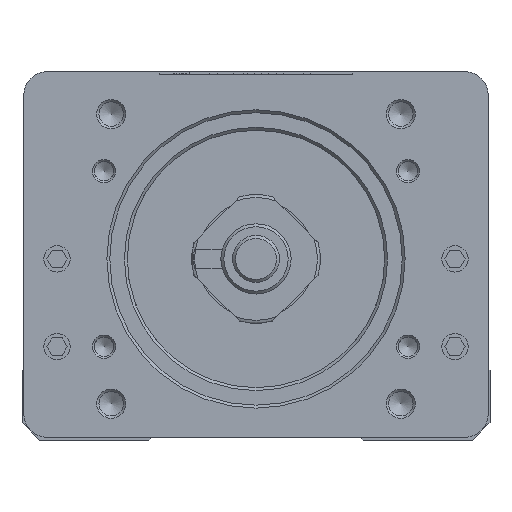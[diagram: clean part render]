
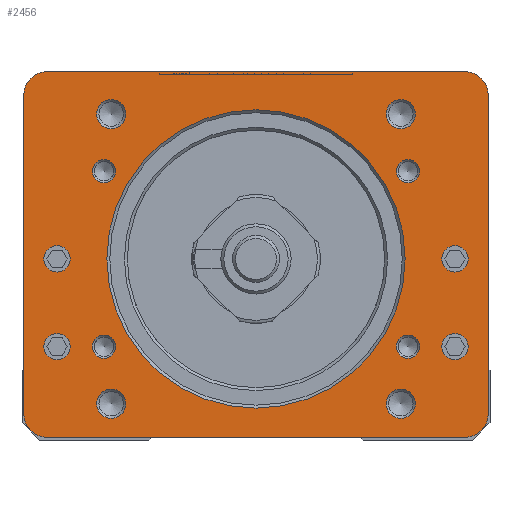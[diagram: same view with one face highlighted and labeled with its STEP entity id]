
A CAD part, front view. The second image highlights one B-rep face of the part: STEP entity #2456.
In plain terms, the highlighted planar face has unit normal (0, -1, 0).
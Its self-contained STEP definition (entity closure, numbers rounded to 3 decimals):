
#2456=ADVANCED_FACE('',(#3973,#3974,#3975,#3976,#3977,#3978,#3979,#3980,
#3981,#3982,#3983,#3984,#3985,#3986),#3324,.T.);
#3324=PLANE('',#21118);
#3973=FACE_BOUND('',#5376,.T.);
#3974=FACE_BOUND('',#5377,.T.);
#3975=FACE_BOUND('',#5378,.T.);
#3976=FACE_BOUND('',#5379,.T.);
#3977=FACE_BOUND('',#5380,.T.);
#3978=FACE_BOUND('',#5381,.T.);
#3979=FACE_BOUND('',#5382,.T.);
#3980=FACE_BOUND('',#5383,.T.);
#3981=FACE_BOUND('',#5384,.T.);
#3982=FACE_BOUND('',#5385,.T.);
#3983=FACE_BOUND('',#5386,.T.);
#3984=FACE_BOUND('',#5387,.T.);
#3985=FACE_BOUND('',#5388,.T.);
#3986=FACE_BOUND('',#5389,.T.);
#5376=EDGE_LOOP('',(#10295));
#5377=EDGE_LOOP('',(#10296));
#5378=EDGE_LOOP('',(#10297));
#5379=EDGE_LOOP('',(#10298));
#5380=EDGE_LOOP('',(#10299));
#5381=EDGE_LOOP('',(#10300));
#5382=EDGE_LOOP('',(#10301));
#5383=EDGE_LOOP('',(#10302));
#5384=EDGE_LOOP('',(#10303));
#5385=EDGE_LOOP('',(#10304));
#5386=EDGE_LOOP('',(#10305));
#5387=EDGE_LOOP('',(#10306));
#5388=EDGE_LOOP('',(#10307));
#5389=EDGE_LOOP('',(#10308,#10309,#10310,#10311,#10312,#10313,#10314,#10315));
#6219=CIRCLE('',#20928,4.);
#6220=CIRCLE('',#20930,4.);
#6221=CIRCLE('',#20932,2.);
#6222=CIRCLE('',#20934,2.);
#6223=CIRCLE('',#20936,2.);
#6224=CIRCLE('',#20938,2.);
#6225=CIRCLE('',#20940,2.5);
#6226=CIRCLE('',#20942,2.5);
#6227=CIRCLE('',#20944,2.5);
#6228=CIRCLE('',#20946,2.5);
#6229=CIRCLE('',#20948,25.5);
#6234=CIRCLE('',#20957,2.25);
#6236=CIRCLE('',#20960,2.25);
#6238=CIRCLE('',#20963,2.25);
#6240=CIRCLE('',#20966,2.25);
#6308=CIRCLE('',#21114,4.);
#6310=CIRCLE('',#21117,4.);
#10295=ORIENTED_EDGE('',*,*,#15443,.T.);
#10296=ORIENTED_EDGE('',*,*,#15442,.T.);
#10297=ORIENTED_EDGE('',*,*,#15441,.T.);
#10298=ORIENTED_EDGE('',*,*,#15440,.T.);
#10299=ORIENTED_EDGE('',*,*,#15439,.T.);
#10300=ORIENTED_EDGE('',*,*,#15438,.T.);
#10301=ORIENTED_EDGE('',*,*,#15437,.T.);
#10302=ORIENTED_EDGE('',*,*,#15436,.T.);
#10303=ORIENTED_EDGE('',*,*,#15435,.T.);
#10304=ORIENTED_EDGE('',*,*,#15455,.T.);
#10305=ORIENTED_EDGE('',*,*,#15453,.T.);
#10306=ORIENTED_EDGE('',*,*,#15451,.T.);
#10307=ORIENTED_EDGE('',*,*,#15449,.T.);
#10308=ORIENTED_EDGE('',*,*,#15620,.T.);
#10309=ORIENTED_EDGE('',*,*,#15623,.T.);
#10310=ORIENTED_EDGE('',*,*,#15624,.T.);
#10311=ORIENTED_EDGE('',*,*,#15559,.T.);
#10312=ORIENTED_EDGE('',*,*,#15433,.T.);
#10313=ORIENTED_EDGE('',*,*,#15497,.T.);
#10314=ORIENTED_EDGE('',*,*,#15430,.T.);
#10315=ORIENTED_EDGE('',*,*,#15552,.T.);
#13046=VERTEX_POINT('',#32134);
#13047=VERTEX_POINT('',#32136);
#13048=VERTEX_POINT('',#32140);
#13049=VERTEX_POINT('',#32142);
#13050=VERTEX_POINT('',#32146);
#13051=VERTEX_POINT('',#32149);
#13052=VERTEX_POINT('',#32152);
#13053=VERTEX_POINT('',#32155);
#13054=VERTEX_POINT('',#32158);
#13055=VERTEX_POINT('',#32161);
#13056=VERTEX_POINT('',#32164);
#13057=VERTEX_POINT('',#32167);
#13058=VERTEX_POINT('',#32170);
#13063=VERTEX_POINT('',#32185);
#13065=VERTEX_POINT('',#32190);
#13067=VERTEX_POINT('',#32195);
#13069=VERTEX_POINT('',#32200);
#13136=VERTEX_POINT('',#32509);
#13141=VERTEX_POINT('',#32523);
#13197=VERTEX_POINT('',#32666);
#13199=VERTEX_POINT('',#32672);
#15430=EDGE_CURVE('',#13047,#13046,#6219,.T.);
#15433=EDGE_CURVE('',#13049,#13048,#6220,.T.);
#15435=EDGE_CURVE('',#13050,#13050,#6221,.T.);
#15436=EDGE_CURVE('',#13051,#13051,#6222,.T.);
#15437=EDGE_CURVE('',#13052,#13052,#6223,.T.);
#15438=EDGE_CURVE('',#13053,#13053,#6224,.T.);
#15439=EDGE_CURVE('',#13054,#13054,#6225,.T.);
#15440=EDGE_CURVE('',#13055,#13055,#6226,.T.);
#15441=EDGE_CURVE('',#13056,#13056,#6227,.T.);
#15442=EDGE_CURVE('',#13057,#13057,#6228,.T.);
#15443=EDGE_CURVE('',#13058,#13058,#6229,.T.);
#15449=EDGE_CURVE('',#13063,#13063,#6234,.T.);
#15451=EDGE_CURVE('',#13065,#13065,#6236,.T.);
#15453=EDGE_CURVE('',#13067,#13067,#6238,.T.);
#15455=EDGE_CURVE('',#13069,#13069,#6240,.T.);
#15497=EDGE_CURVE('',#13048,#13047,#17612,.T.);
#15552=EDGE_CURVE('',#13046,#13136,#17637,.T.);
#15559=EDGE_CURVE('',#13141,#13049,#17644,.T.);
#15620=EDGE_CURVE('',#13136,#13197,#6308,.T.);
#15623=EDGE_CURVE('',#13197,#13199,#17670,.T.);
#15624=EDGE_CURVE('',#13199,#13141,#6310,.T.);
#17612=LINE('',#32345,#19404);
#17637=LINE('',#32510,#19429);
#17644=LINE('',#32522,#19436);
#17670=LINE('',#32671,#19462);
#19404=VECTOR('',#25348,1.);
#19429=VECTOR('',#25483,1.);
#19436=VECTOR('',#25492,1.);
#19462=VECTOR('',#25648,1.);
#20928=AXIS2_PLACEMENT_3D('',#32135,#25187,#25188);
#20930=AXIS2_PLACEMENT_3D('',#32141,#25193,#25194);
#20932=AXIS2_PLACEMENT_3D('',#32145,#25198,#25199);
#20934=AXIS2_PLACEMENT_3D('',#32148,#25202,#25203);
#20936=AXIS2_PLACEMENT_3D('',#32151,#25206,#25207);
#20938=AXIS2_PLACEMENT_3D('',#32154,#25210,#25211);
#20940=AXIS2_PLACEMENT_3D('',#32157,#25214,#25215);
#20942=AXIS2_PLACEMENT_3D('',#32160,#25218,#25219);
#20944=AXIS2_PLACEMENT_3D('',#32163,#25222,#25223);
#20946=AXIS2_PLACEMENT_3D('',#32166,#25226,#25227);
#20948=AXIS2_PLACEMENT_3D('',#32169,#25230,#25231);
#20957=AXIS2_PLACEMENT_3D('',#32184,#25249,#25250);
#20960=AXIS2_PLACEMENT_3D('',#32189,#25255,#25256);
#20963=AXIS2_PLACEMENT_3D('',#32194,#25261,#25262);
#20966=AXIS2_PLACEMENT_3D('',#32199,#25267,#25268);
#21114=AXIS2_PLACEMENT_3D('',#32665,#25641,#25642);
#21117=AXIS2_PLACEMENT_3D('',#32673,#25649,#25650);
#21118=AXIS2_PLACEMENT_3D('',#32674,#25651,#25652);
#25187=DIRECTION('',(0.,-1.,0.));
#25188=DIRECTION('',(1.,0.,0.));
#25193=DIRECTION('',(0.,-1.,0.));
#25194=DIRECTION('',(1.,0.,0.));
#25198=DIRECTION('',(0.,1.,0.));
#25199=DIRECTION('',(0.,0.,-1.));
#25202=DIRECTION('',(0.,1.,0.));
#25203=DIRECTION('',(0.,0.,-1.));
#25206=DIRECTION('',(0.,1.,0.));
#25207=DIRECTION('',(0.,0.,-1.));
#25210=DIRECTION('',(0.,1.,0.));
#25211=DIRECTION('',(0.,0.,-1.));
#25214=DIRECTION('',(0.,1.,0.));
#25215=DIRECTION('',(0.,0.,-1.));
#25218=DIRECTION('',(0.,1.,0.));
#25219=DIRECTION('',(0.,0.,-1.));
#25222=DIRECTION('',(0.,1.,0.));
#25223=DIRECTION('',(0.,0.,-1.));
#25226=DIRECTION('',(0.,1.,0.));
#25227=DIRECTION('',(0.,0.,-1.));
#25230=DIRECTION('',(0.,1.,0.));
#25231=DIRECTION('',(0.,0.,-1.));
#25249=DIRECTION('',(0.,1.,0.));
#25250=DIRECTION('',(0.,0.,-1.));
#25255=DIRECTION('',(0.,1.,0.));
#25256=DIRECTION('',(0.,0.,-1.));
#25261=DIRECTION('',(0.,1.,0.));
#25262=DIRECTION('',(0.,0.,-1.));
#25267=DIRECTION('',(0.,1.,0.));
#25268=DIRECTION('',(0.,0.,-1.));
#25348=DIRECTION('',(-1.,0.,0.));
#25483=DIRECTION('',(0.,0.,-1.));
#25492=DIRECTION('',(0.,0.,1.));
#25641=DIRECTION('',(0.,-1.,0.));
#25642=DIRECTION('',(1.,0.,0.));
#25648=DIRECTION('',(1.,0.,0.));
#25649=DIRECTION('',(0.,-1.,0.));
#25650=DIRECTION('',(1.,0.,0.));
#25651=DIRECTION('',(0.,-1.,0.));
#25652=DIRECTION('',(0.,0.,1.));
#32134=CARTESIAN_POINT('',(-39.7,-243.7,40.));
#32135=CARTESIAN_POINT('',(-35.7,-243.7,40.));
#32136=CARTESIAN_POINT('',(-35.7,-243.7,44.));
#32140=CARTESIAN_POINT('',(35.7,-243.7,44.));
#32141=CARTESIAN_POINT('',(35.7,-243.7,40.));
#32142=CARTESIAN_POINT('',(39.7,-243.7,40.));
#32145=CARTESIAN_POINT('',(-25.981,-243.7,27.));
#32146=CARTESIAN_POINT('',(-25.981,-243.7,25.));
#32148=CARTESIAN_POINT('',(-25.981,-243.7,-3.));
#32149=CARTESIAN_POINT('',(-25.981,-243.7,-5.));
#32151=CARTESIAN_POINT('',(25.981,-243.7,27.));
#32152=CARTESIAN_POINT('',(25.981,-243.7,25.));
#32154=CARTESIAN_POINT('',(25.981,-243.7,-3.));
#32155=CARTESIAN_POINT('',(25.981,-243.7,-5.));
#32157=CARTESIAN_POINT('',(24.749,-243.7,36.749));
#32158=CARTESIAN_POINT('',(24.749,-243.7,34.249));
#32160=CARTESIAN_POINT('',(24.749,-243.7,-12.749));
#32161=CARTESIAN_POINT('',(24.749,-243.7,-15.249));
#32163=CARTESIAN_POINT('',(-24.749,-243.7,-12.749));
#32164=CARTESIAN_POINT('',(-24.749,-243.7,-15.249));
#32166=CARTESIAN_POINT('',(-24.749,-243.7,36.749));
#32167=CARTESIAN_POINT('',(-24.749,-243.7,34.249));
#32169=CARTESIAN_POINT('',(0.,-243.7,12.));
#32170=CARTESIAN_POINT('',(0.,-243.7,-13.5));
#32184=CARTESIAN_POINT('',(34.,-243.7,12.));
#32185=CARTESIAN_POINT('',(34.,-243.7,9.75));
#32189=CARTESIAN_POINT('',(34.,-243.7,-3.));
#32190=CARTESIAN_POINT('',(34.,-243.7,-5.25));
#32194=CARTESIAN_POINT('',(-34.,-243.7,12.));
#32195=CARTESIAN_POINT('',(-34.,-243.7,9.75));
#32199=CARTESIAN_POINT('',(-34.,-243.7,-3.));
#32200=CARTESIAN_POINT('',(-34.,-243.7,-5.25));
#32345=CARTESIAN_POINT('',(35.7,-243.7,44.));
#32509=CARTESIAN_POINT('',(-39.7,-243.7,-14.5));
#32510=CARTESIAN_POINT('',(-39.7,-243.7,40.));
#32522=CARTESIAN_POINT('',(39.7,-243.7,-14.5));
#32523=CARTESIAN_POINT('',(39.7,-243.7,-14.5));
#32665=CARTESIAN_POINT('',(-35.7,-243.7,-14.5));
#32666=CARTESIAN_POINT('',(-35.7,-243.7,-18.5));
#32671=CARTESIAN_POINT('',(-35.7,-243.7,-18.5));
#32672=CARTESIAN_POINT('',(35.7,-243.7,-18.5));
#32673=CARTESIAN_POINT('',(35.7,-243.7,-14.5));
#32674=CARTESIAN_POINT('',(-35.7,-243.7,-14.5));
